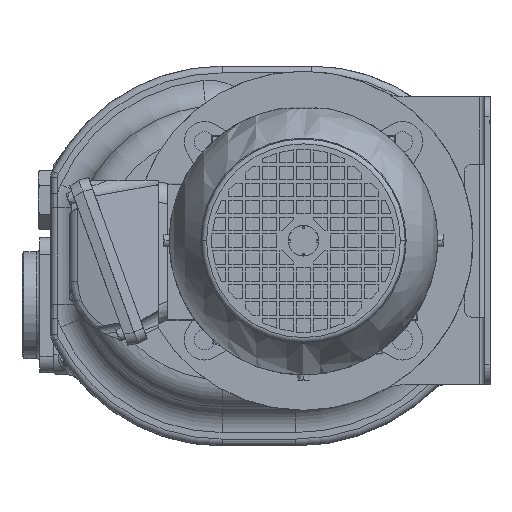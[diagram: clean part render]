
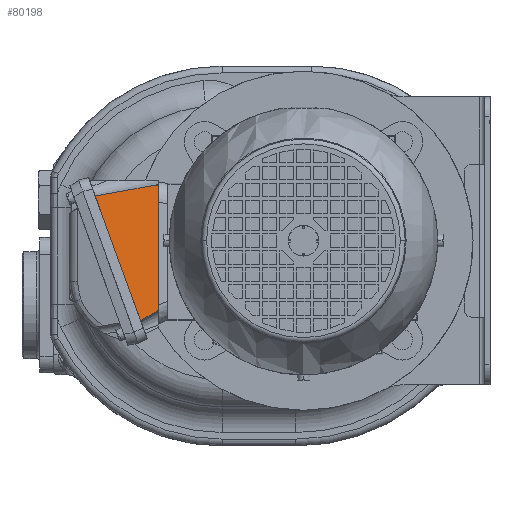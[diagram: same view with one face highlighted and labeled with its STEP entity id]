
A CAD part, left-side view. The second image highlights one B-rep face of the part: STEP entity #80198.
In plain terms, the highlighted planar face has unit normal (-0.995, -0.098, 0.036).
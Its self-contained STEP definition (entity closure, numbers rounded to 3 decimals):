
#24489=CARTESIAN_POINT('',(-454.65,213.621,
29.822));
#24490=CARTESIAN_POINT('',(-454.542,212.594,
30.003));
#24491=CARTESIAN_POINT('',(-454.312,210.405,
30.392));
#24492=CARTESIAN_POINT('',(-453.926,206.735,
31.058));
#24493=CARTESIAN_POINT('',(-453.492,202.626,
31.817));
#24494=CARTESIAN_POINT('',(-453.167,199.543,
32.396));
#24495=CARTESIAN_POINT('',(-452.996,197.92,32.703));
#28741=DIRECTION('',(-0.098,0.995,0.));
#28742=VECTOR('',#28741,2.432);
#28743=CARTESIAN_POINT('',(-452.757,195.5,32.703));
#28744=LINE('',#28743,#28742);
#28745=DIRECTION('',(0.036,0.,0.999));
#28746=VECTOR('',#28745,73.775);
#28747=CARTESIAN_POINT('',(-455.407,195.5,-41.025));
#28748=LINE('',#28747,#28746);
#28749=DIRECTION('',(0.,-0.342,-0.94));
#28750=VECTOR('',#28749,78.277);
#28751=CARTESIAN_POINT('',(-456.669,232.833,
26.434));
#28752=LINE('',#28751,#28750);
#28761=DIRECTION('',(-0.103,0.861,-0.497));
#28762=VECTOR('',#28761,12.26);
#28763=CARTESIAN_POINT('',(-455.407,195.5,-41.025));
#28764=LINE('',#28763,#28762);
#28874=DIRECTION('',(0.103,-0.98,0.173));
#28875=VECTOR('',#28874,19.613);
#28876=CARTESIAN_POINT('',(-456.669,232.833,
26.434));
#28877=LINE('',#28876,#28875);
#39272=CARTESIAN_POINT('',(-456.669,206.061,
-47.122));
#39273=VERTEX_POINT('',#39272);
#39318=CARTESIAN_POINT('',(-455.407,195.5,-41.025));
#39319=VERTEX_POINT('',#39318);
#39320=CARTESIAN_POINT('',(-456.669,232.833,
26.434));
#39321=VERTEX_POINT('',#39320);
#39322=CARTESIAN_POINT('',(-454.65,213.621,
29.822));
#39323=VERTEX_POINT('',#39322);
#39324=VERTEX_POINT('',#24495);
#39325=CARTESIAN_POINT('',(-452.757,195.5,32.703));
#39326=VERTEX_POINT('',#39325);
#80182=CARTESIAN_POINT('',(-457.3,241.5,32.703));
#80183=DIRECTION('',(-0.995,-0.098,0.036));
#80184=DIRECTION('',(-0.098,0.995,0.));
#80185=AXIS2_PLACEMENT_3D('',#80182,#80183,#80184);
#80186=PLANE('',#80185);
#80188=ORIENTED_EDGE('',*,*,#80187,.F.);
#80189=ORIENTED_EDGE('',*,*,#75553,.F.);
#80191=ORIENTED_EDGE('',*,*,#80190,.T.);
#80192=ORIENTED_EDGE('',*,*,#75629,.F.);
#80194=ORIENTED_EDGE('',*,*,#80193,.T.);
#80195=ORIENTED_EDGE('',*,*,#75584,.T.);
#80196=EDGE_LOOP('',(#80188,#80189,#80191,#80192,#80194,#80195));
#80197=FACE_OUTER_BOUND('',#80196,.F.);
#80198=ADVANCED_FACE('',(#80197),#80186,.T.);
#24496=B_SPLINE_CURVE_WITH_KNOTS('',3,(#24489,#24490,#24491,#24492,#24493,
#24494,#24495),.UNSPECIFIED.,.F.,.F.,(4,1,1,1,4),(0.,0.25,0.5,0.75,
1.),.UNSPECIFIED.);
#75553=EDGE_CURVE('',#39319,#39326,#28748,.T.);
#75584=EDGE_CURVE('',#39323,#39324,#24496,.T.);
#75629=EDGE_CURVE('',#39321,#39273,#28752,.T.);
#80187=EDGE_CURVE('',#39326,#39324,#28744,.T.);
#80190=EDGE_CURVE('',#39319,#39273,#28764,.T.);
#80193=EDGE_CURVE('',#39321,#39323,#28877,.T.);
